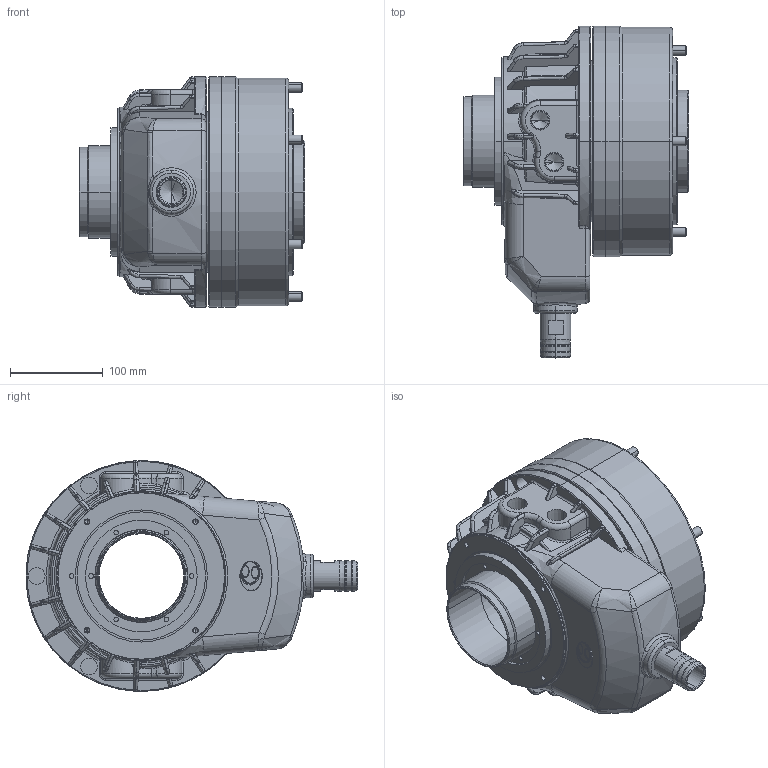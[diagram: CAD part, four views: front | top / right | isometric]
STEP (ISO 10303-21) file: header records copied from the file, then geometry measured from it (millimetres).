
FILE_DESCRIPTION (( 'STEP AP203' ), '1' );
FILE_NAME ('CF-TK-A1291.STEP', '2020-08-26T02:31:46', ( '' ), ( '' ), 'SwSTEP 2.0', 'SolidWorks 2016', '' );
FILE_SCHEMA (( 'CONFIG_CONTROL_DESIGN' ));
Length unit declared in the file: millimetre
Products named in the file (9): CF-TK-1291-罩殼; CF-TK-A1291-活塞; CF-TK-A1291-閥軸; 圓頭內六角螺栓_M10x90; CF-TK-A1291-缸體; CF-TK-A1291-後柵環; CT-S08-08000; O-RING_G95; CF-TK-A1291
Assembly tree (13 placements, depth 2):
  CF-TK-A1291
    CF-TK-1291-罩殼
    CF-TK-A1291-閥軸
    CF-TK-A1291-缸體
    CF-TK-A1291-活塞
    圓頭內六角螺栓_M10x90  x6
    CF-TK-A1291-後柵環
    CT-S08-08000
    O-RING_G95
Bounding box: 243 x 357 x 248 mm (x, y, z)
Volume: 7273904.2 mm3; surface area: 849612.9 mm2
Topology: 14 solids, 15 shells, 1195 faces, 2911 edges, 1759 vertices
Faces by surface type: cylinder 371, plane 265, cone 232, bspline 200, torus 123, sphere 4
Entity records: 45535 total; most frequent: CARTESIAN_POINT 21061, ORIENTED_EDGE 5118, DIRECTION 4589, EDGE_CURVE 2559, AXIS2_PLACEMENT_3D 1961, VERTEX_POINT 1594, EDGE_LOOP 1237, CIRCLE 1075
